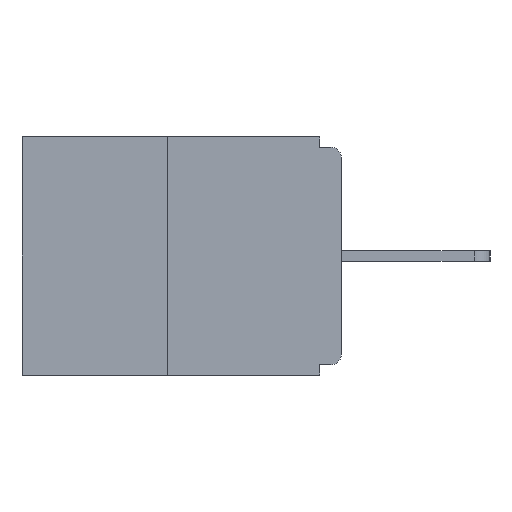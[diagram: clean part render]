
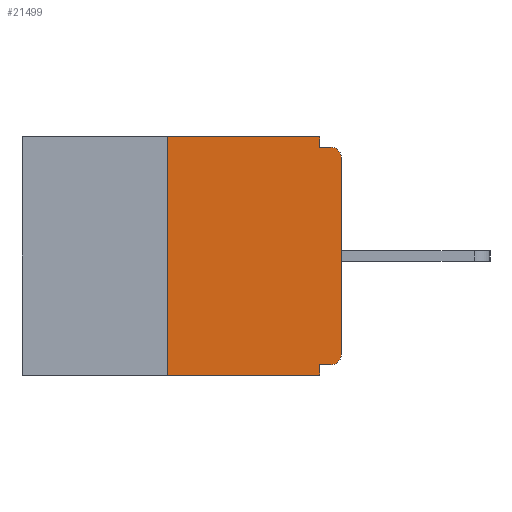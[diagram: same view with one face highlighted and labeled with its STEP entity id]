
A CAD part, left-side view. The second image highlights one B-rep face of the part: STEP entity #21499.
In plain terms, the highlighted planar face has unit normal (-1, 0, 0).
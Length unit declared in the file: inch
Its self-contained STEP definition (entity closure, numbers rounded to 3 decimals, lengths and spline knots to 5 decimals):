
#43 = LINE ( 'NONE', #12846, #9419 ) ;
#419 = ORIENTED_EDGE ( 'NONE', *, *, #19824, .F. ) ;
#766 = VERTEX_POINT ( 'NONE', #9046 ) ;
#775 = VECTOR ( 'NONE', #22927, 39.37008 ) ;
#1767 = VERTEX_POINT ( 'NONE', #1778 ) ;
#1778 = CARTESIAN_POINT ( 'NONE',  ( 0., 0.015, -0.015 ) ) ;
#1855 = DIRECTION ( 'NONE',  ( 0., 1., 0. ) ) ;
#2621 = FACE_OUTER_BOUND ( 'NONE', #6142, .T. ) ;
#2981 = DIRECTION ( 'NONE',  ( 0., 0., -1. ) ) ;
#3481 = ORIENTED_EDGE ( 'NONE', *, *, #10228, .F. ) ;
#3939 = DIRECTION ( 'NONE',  ( 0., 0., -1. ) ) ;
#4712 = ORIENTED_EDGE ( 'NONE', *, *, #18453, .T. ) ;
#4741 = LINE ( 'NONE', #10180, #11194 ) ;
#5038 = CARTESIAN_POINT ( 'NONE',  ( 0., 0.015, -0.313 ) ) ;
#5300 = CARTESIAN_POINT ( 'NONE',  ( 0., 0.25, 0. ) ) ;
#5746 = VECTOR ( 'NONE', #15514, 39.37008 ) ;
#6142 = EDGE_LOOP ( 'NONE', ( #20864, #13080, #17269, #419, #3481, #14296, #16474, #4712, #13135, #11431 ) ) ;
#6189 = VERTEX_POINT ( 'NONE', #21539 ) ;
#6320 = VERTEX_POINT ( 'NONE', #16561 ) ;
#6964 = VERTEX_POINT ( 'NONE', #15440 ) ;
#7705 = LINE ( 'NONE', #16864, #12152 ) ;
#8449 = VECTOR ( 'NONE', #20975, 39.37008 ) ;
#8583 = LINE ( 'NONE', #19660, #9212 ) ;
#8598 = CARTESIAN_POINT ( 'NONE',  ( 0., 0.015, -0.03 ) ) ;
#9046 = CARTESIAN_POINT ( 'NONE',  ( 0., 0.031, 0. ) ) ;
#9212 = VECTOR ( 'NONE', #10255, 39.37008 ) ;
#9419 = VECTOR ( 'NONE', #1855, 39.37008 ) ;
#9861 = VERTEX_POINT ( 'NONE', #5300 ) ;
#9991 = EDGE_CURVE ( 'NONE', #9861, #766, #11546, .T. ) ;
#10136 = CARTESIAN_POINT ( 'NONE',  ( 0., 0.015, -0.328 ) ) ;
#10180 = CARTESIAN_POINT ( 'NONE',  ( 0., 0.25, 0. ) ) ;
#10228 = EDGE_CURVE ( 'NONE', #12557, #6964, #43, .T. ) ;
#10237 = CARTESIAN_POINT ( 'NONE',  ( 0., 0.031, -0.015 ) ) ;
#10255 = DIRECTION ( 'NONE',  ( 0., -1., 0. ) ) ;
#10979 = VERTEX_POINT ( 'NONE', #22961 ) ;
#11194 = VECTOR ( 'NONE', #21041, 39.37008 ) ;
#11336 = CARTESIAN_POINT ( 'NONE',  ( 0., 0.031, -0.343 ) ) ;
#11431 = ORIENTED_EDGE ( 'NONE', *, *, #15258, .F. ) ;
#11455 = EDGE_CURVE ( 'NONE', #6320, #10979, #8583, .T. ) ;
#11459 = LINE ( 'NONE', #11805, #775 ) ;
#11546 = LINE ( 'NONE', #13713, #5746 ) ;
#11740 = CIRCLE ( 'NONE', #23315, 0.015 ) ;
#11805 = CARTESIAN_POINT ( 'NONE',  ( 0., 0., -0.015 ) ) ;
#12152 = VECTOR ( 'NONE', #3939, 39.37008 ) ;
#12407 = DIRECTION ( 'NONE',  ( 0., 0., -1. ) ) ;
#12557 = VERTEX_POINT ( 'NONE', #10136 ) ;
#12642 = AXIS2_PLACEMENT_3D ( 'NONE', #8598, #19556, #16046 ) ;
#12846 = CARTESIAN_POINT ( 'NONE',  ( 0., 0., -0.328 ) ) ;
#13080 = ORIENTED_EDGE ( 'NONE', *, *, #22368, .F. ) ;
#13135 = ORIENTED_EDGE ( 'NONE', *, *, #22742, .F. ) ;
#13668 = EDGE_CURVE ( 'NONE', #12557, #23761, #11740, .T. ) ;
#13713 = CARTESIAN_POINT ( 'NONE',  ( 0., 0.46, 0. ) ) ;
#14214 = DIRECTION ( 'NONE',  ( 1., 0., 0. ) ) ;
#14296 = ORIENTED_EDGE ( 'NONE', *, *, #13668, .T. ) ;
#15258 = EDGE_CURVE ( 'NONE', #766, #18701, #7705, .T. ) ;
#15440 = CARTESIAN_POINT ( 'NONE',  ( 0., 0.031, -0.328 ) ) ;
#15514 = DIRECTION ( 'NONE',  ( 0., -1., 0. ) ) ;
#16046 = DIRECTION ( 'NONE',  ( 0., 0., -1. ) ) ;
#16474 = ORIENTED_EDGE ( 'NONE', *, *, #18759, .T. ) ;
#16561 = CARTESIAN_POINT ( 'NONE',  ( 0., 0.25, -0.343 ) ) ;
#16864 = CARTESIAN_POINT ( 'NONE',  ( 0., 0.031, 0. ) ) ;
#17258 = VECTOR ( 'NONE', #22564, 39.37008 ) ;
#17269 = ORIENTED_EDGE ( 'NONE', *, *, #11455, .T. ) ;
#17480 = PLANE ( 'NONE',  #20411 ) ;
#17836 = LINE ( 'NONE', #23031, #8449 ) ;
#18132 = CARTESIAN_POINT ( 'NONE',  ( 0., 0., -0.313 ) ) ;
#18453 = EDGE_CURVE ( 'NONE', #6189, #1767, #21125, .T. ) ;
#18701 = VERTEX_POINT ( 'NONE', #10237 ) ;
#18759 = EDGE_CURVE ( 'NONE', #23761, #6189, #17836, .T. ) ;
#18935 = LINE ( 'NONE', #11336, #17258 ) ;
#19170 = CARTESIAN_POINT ( 'NONE',  ( 0., 0.46, 0. ) ) ;
#19295 = DIRECTION ( 'NONE',  ( -1., 0., 0. ) ) ;
#19556 = DIRECTION ( 'NONE',  ( -1., 0., 0. ) ) ;
#19660 = CARTESIAN_POINT ( 'NONE',  ( 0., 0.46, -0.343 ) ) ;
#19824 = EDGE_CURVE ( 'NONE', #6964, #10979, #18935, .T. ) ;
#20411 = AXIS2_PLACEMENT_3D ( 'NONE', #19170, #14214, #2981 ) ;
#20864 = ORIENTED_EDGE ( 'NONE', *, *, #9991, .F. ) ;
#20975 = DIRECTION ( 'NONE',  ( 0., 0., 1. ) ) ;
#21041 = DIRECTION ( 'NONE',  ( 0., 0., 1. ) ) ;
#21125 = CIRCLE ( 'NONE', #12642, 0.015 ) ;
#21499 = ADVANCED_FACE ( 'NONE', ( #2621 ), #17480, .F. ) ;
#21539 = CARTESIAN_POINT ( 'NONE',  ( 0., 0., -0.03 ) ) ;
#22368 = EDGE_CURVE ( 'NONE', #6320, #9861, #4741, .T. ) ;
#22564 = DIRECTION ( 'NONE',  ( 0., 0., -1. ) ) ;
#22742 = EDGE_CURVE ( 'NONE', #18701, #1767, #11459, .T. ) ;
#22927 = DIRECTION ( 'NONE',  ( 0., -1., 0. ) ) ;
#22961 = CARTESIAN_POINT ( 'NONE',  ( 0., 0.031, -0.343 ) ) ;
#23031 = CARTESIAN_POINT ( 'NONE',  ( 0., 0., 0. ) ) ;
#23315 = AXIS2_PLACEMENT_3D ( 'NONE', #5038, #19295, #12407 ) ;
#23761 = VERTEX_POINT ( 'NONE', #18132 ) ;
